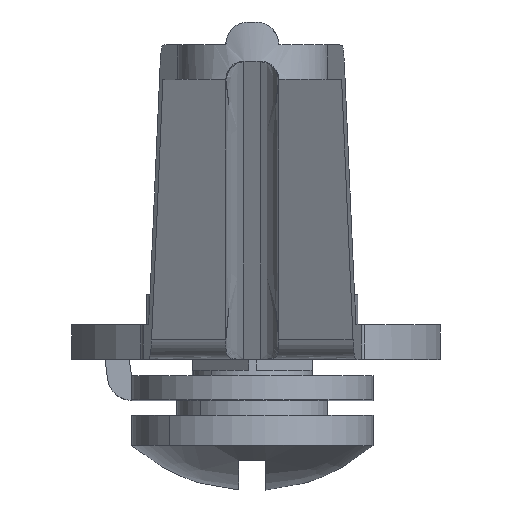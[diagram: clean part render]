
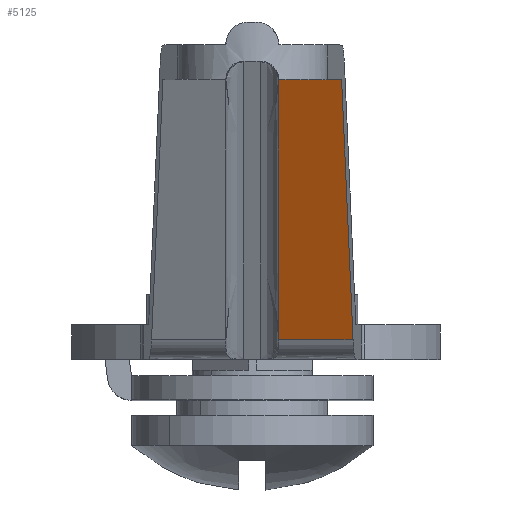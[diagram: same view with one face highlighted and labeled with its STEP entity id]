
A CAD part, top view. The second image highlights one B-rep face of the part: STEP entity #5125.
In plain terms, the highlighted free-form (B-spline) face has degree [1, 1] with [2, 2] control points.
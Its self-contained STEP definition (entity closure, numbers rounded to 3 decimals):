
#3331=CARTESIAN_POINT('',(1.75,1.288,16.565));
#3332=VERTEX_POINT('',#3331);
#3374=CARTESIAN_POINT('',(1.75,18.5,25.0));
#3375=VERTEX_POINT('',#3374);
#3376=CARTESIAN_POINT('',(1.75,18.5,25.0));
#3377=CARTESIAN_POINT('',(1.75,1.288,16.565));
#3378=QUASI_UNIFORM_CURVE('',1,(#3376,#3377),.UNSPECIFIED.,.F.,.U.);
#3379=EDGE_CURVE('',#3375,#3332,#3378,.T.);
#4965=CARTESIAN_POINT('',(5.919,18.5,25.0));
#4966=VERTEX_POINT('',#4965);
#4972=CARTESIAN_POINT('',(6.677,1.288,16.565));
#4973=VERTEX_POINT('',#4972);
#4974=CARTESIAN_POINT('',(5.919,18.5,25.0));
#4975=CARTESIAN_POINT('',(6.677,1.288,16.565));
#4976=QUASI_UNIFORM_CURVE('',1,(#4974,#4975),.UNSPECIFIED.,.F.,.U.);
#4977=EDGE_CURVE('',#4966,#4973,#4976,.T.);
#5095=CARTESIAN_POINT('',(1.75,1.288,16.565));
#5096=CARTESIAN_POINT('',(6.677,1.288,16.565));
#5097=QUASI_UNIFORM_CURVE('',1,(#5095,#5096),.UNSPECIFIED.,.F.,.U.);
#5098=EDGE_CURVE('',#3332,#4973,#5097,.T.);
#5110=CARTESIAN_POINT('',(1.504,0.428,16.144));
#5111=CARTESIAN_POINT('',(1.504,19.36,25.421));
#5112=CARTESIAN_POINT('',(6.923,0.428,16.144));
#5113=CARTESIAN_POINT('',(6.923,19.36,25.421));
#5114=B_SPLINE_SURFACE_WITH_KNOTS('',1,1,((#5110,#5112),(#5111,#5113)),.UNSPECIFIED.,.F.,.F.,.U.,(2,2),(2,2),(0.0,21.083),(0.0,5.419),.UNSPECIFIED.);
#5115=ORIENTED_EDGE('',*,*,#3379,.T.);
#5116=ORIENTED_EDGE('',*,*,#5098,.T.);
#5117=ORIENTED_EDGE('',*,*,#4977,.F.);
#5118=CARTESIAN_POINT('',(5.919,18.5,25.0));
#5119=CARTESIAN_POINT('',(1.75,18.5,25.0));
#5120=QUASI_UNIFORM_CURVE('',1,(#5118,#5119),.UNSPECIFIED.,.F.,.U.);
#5121=EDGE_CURVE('',#4966,#3375,#5120,.T.);
#5122=ORIENTED_EDGE('',*,*,#5121,.T.);
#5123=EDGE_LOOP('',(#5115,#5116,#5117,#5122));
#5124=FACE_OUTER_BOUND('',#5123,.T.);
#5125=ADVANCED_FACE('',(#5124),#5114,.F.);
